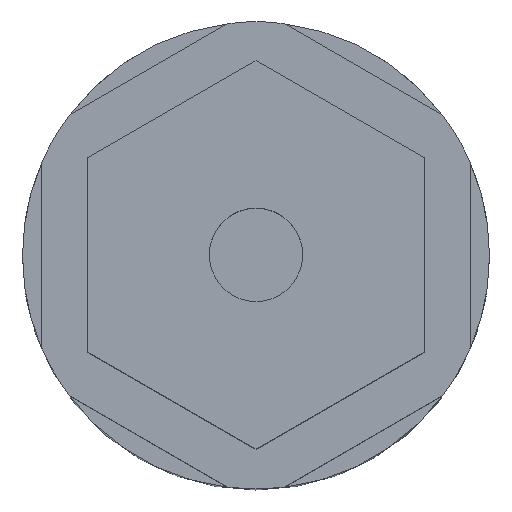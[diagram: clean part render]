
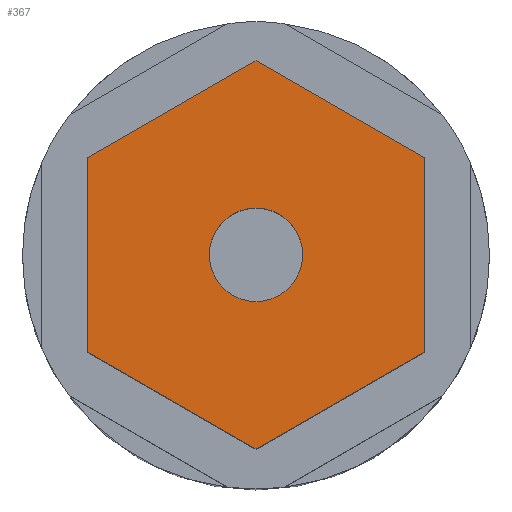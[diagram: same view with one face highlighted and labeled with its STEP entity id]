
A CAD part, top view. The second image highlights one B-rep face of the part: STEP entity #367.
In plain terms, the highlighted planar face has unit normal (0, 0, 1).
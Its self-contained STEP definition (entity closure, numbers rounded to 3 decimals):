
#4 = VERTEX_POINT ( 'NONE', #1467 ) ;
#13 = CARTESIAN_POINT ( 'NONE',  ( 5., 0., 90. ) ) ;
#92 = AXIS2_PLACEMENT_3D ( 'NONE', #276, #1242, #841 ) ;
#97 = EDGE_CURVE ( 'NONE', #633, #614, #1486, .T. ) ;
#99 = AXIS2_PLACEMENT_3D ( 'NONE', #323, #545, #319 ) ;
#116 = ORIENTED_EDGE ( 'NONE', *, *, #1527, .T. ) ;
#122 = EDGE_LOOP ( 'NONE', ( #1437, #890, #116, #403, #1102, #1509 ) ) ;
#138 = DIRECTION ( 'NONE',  ( 0., 1., 0. ) ) ;
#141 = LINE ( 'NONE', #623, #179 ) ;
#163 = EDGE_CURVE ( 'NONE', #1230, #950, #429, .T. ) ;
#172 = CARTESIAN_POINT ( 'NONE',  ( 0., 0., 90. ) ) ;
#179 = VECTOR ( 'NONE', #1344, 1000. ) ;
#243 = ORIENTED_EDGE ( 'NONE', *, *, #97, .F. ) ;
#251 = CARTESIAN_POINT ( 'NONE',  ( -18., 10.392, 90. ) ) ;
#258 = VECTOR ( 'NONE', #138, 1000. ) ;
#259 = VECTOR ( 'NONE', #1148, 1000. ) ;
#265 = CARTESIAN_POINT ( 'NONE',  ( 18., -10.392, 90. ) ) ;
#276 = CARTESIAN_POINT ( 'NONE',  ( -5., 0., 90. ) ) ;
#295 = EDGE_CURVE ( 'NONE', #463, #4, #736, .T. ) ;
#315 = EDGE_CURVE ( 'NONE', #1241, #1345, #141, .T. ) ;
#319 = DIRECTION ( 'NONE',  ( 1., 0., 0. ) ) ;
#323 = CARTESIAN_POINT ( 'NONE',  ( 0., 0., 90. ) ) ;
#332 = AXIS2_PLACEMENT_3D ( 'NONE', #172, #1134, #750 ) ;
#367 = ADVANCED_FACE ( 'NONE', ( #872, #597 ), #1351, .T. ) ;
#371 = CARTESIAN_POINT ( 'NONE',  ( 18., -10.392, 90. ) ) ;
#403 = ORIENTED_EDGE ( 'NONE', *, *, #295, .F. ) ;
#429 = LINE ( 'NONE', #371, #258 ) ;
#463 = VERTEX_POINT ( 'NONE', #1426 ) ;
#493 = DIRECTION ( 'NONE',  ( 0.866, 0.5, 0. ) ) ;
#498 = DIRECTION ( 'NONE',  ( 0., 1., 0. ) ) ;
#535 = EDGE_LOOP ( 'NONE', ( #243, #916 ) ) ;
#545 = DIRECTION ( 'NONE',  ( 0., 0., 1. ) ) ;
#565 = CARTESIAN_POINT ( 'NONE',  ( 0., -20.785, 90. ) ) ;
#597 = FACE_BOUND ( 'NONE', #535, .T. ) ;
#612 = CARTESIAN_POINT ( 'NONE',  ( -5., 0., 90. ) ) ;
#614 = VERTEX_POINT ( 'NONE', #612 ) ;
#623 = CARTESIAN_POINT ( 'NONE',  ( -18., -10.392, 90. ) ) ;
#633 = VERTEX_POINT ( 'NONE', #13 ) ;
#675 = CARTESIAN_POINT ( 'NONE',  ( -18., -10.392, 90. ) ) ;
#687 = CARTESIAN_POINT ( 'NONE',  ( 18., 10.392, 90. ) ) ;
#724 = LINE ( 'NONE', #1231, #910 ) ;
#735 = CIRCLE ( 'NONE', #99, 5. ) ;
#736 = LINE ( 'NONE', #251, #1111 ) ;
#750 = DIRECTION ( 'NONE',  ( 1., 0., 0. ) ) ;
#786 = EDGE_CURVE ( 'NONE', #1230, #1345, #1371, .T. ) ;
#793 = LINE ( 'NONE', #1382, #1418 ) ;
#841 = DIRECTION ( 'NONE',  ( 1., 0., 0. ) ) ;
#872 = FACE_OUTER_BOUND ( 'NONE', #122, .T. ) ;
#890 = ORIENTED_EDGE ( 'NONE', *, *, #163, .T. ) ;
#910 = VECTOR ( 'NONE', #498, 1000. ) ;
#916 = ORIENTED_EDGE ( 'NONE', *, *, #1502, .F. ) ;
#950 = VERTEX_POINT ( 'NONE', #687 ) ;
#1102 = ORIENTED_EDGE ( 'NONE', *, *, #1180, .F. ) ;
#1111 = VECTOR ( 'NONE', #493, 1000. ) ;
#1134 = DIRECTION ( 'NONE',  ( 0., 0., 1. ) ) ;
#1148 = DIRECTION ( 'NONE',  ( -0.866, -0.5, 0. ) ) ;
#1156 = CARTESIAN_POINT ( 'NONE',  ( 18., -10.392, 90. ) ) ;
#1180 = EDGE_CURVE ( 'NONE', #1241, #463, #724, .T. ) ;
#1230 = VERTEX_POINT ( 'NONE', #265 ) ;
#1231 = CARTESIAN_POINT ( 'NONE',  ( -18., -10.392, 90. ) ) ;
#1241 = VERTEX_POINT ( 'NONE', #675 ) ;
#1242 = DIRECTION ( 'NONE',  ( 0., 0., 1. ) ) ;
#1344 = DIRECTION ( 'NONE',  ( 0.866, -0.5, 0. ) ) ;
#1345 = VERTEX_POINT ( 'NONE', #565 ) ;
#1351 = PLANE ( 'NONE',  #92 ) ;
#1371 = LINE ( 'NONE', #1156, #259 ) ;
#1382 = CARTESIAN_POINT ( 'NONE',  ( 18., 10.392, 90. ) ) ;
#1418 = VECTOR ( 'NONE', #1522, 1000. ) ;
#1426 = CARTESIAN_POINT ( 'NONE',  ( -18., 10.392, 90. ) ) ;
#1437 = ORIENTED_EDGE ( 'NONE', *, *, #786, .F. ) ;
#1467 = CARTESIAN_POINT ( 'NONE',  ( 0., 20.785, 90. ) ) ;
#1486 = CIRCLE ( 'NONE', #332, 5. ) ;
#1502 = EDGE_CURVE ( 'NONE', #614, #633, #735, .T. ) ;
#1509 = ORIENTED_EDGE ( 'NONE', *, *, #315, .T. ) ;
#1522 = DIRECTION ( 'NONE',  ( -0.866, 0.5, 0. ) ) ;
#1527 = EDGE_CURVE ( 'NONE', #950, #4, #793, .T. ) ;
